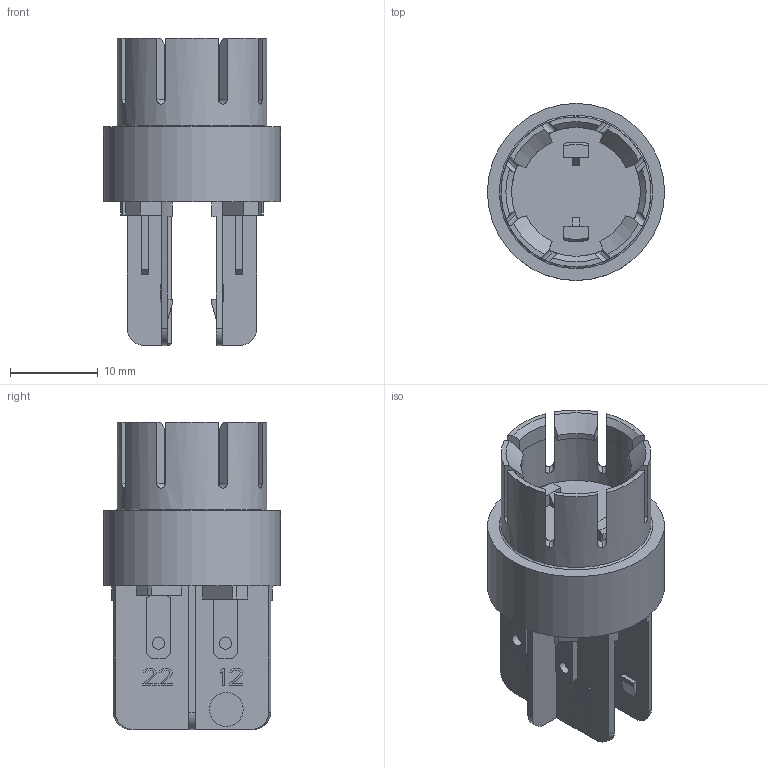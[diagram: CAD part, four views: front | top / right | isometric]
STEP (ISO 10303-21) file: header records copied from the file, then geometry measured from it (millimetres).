
FILE_DESCRIPTION(/* description */ (''),/* implementation_level */ '2;1');
FILE_NAME(/* name */ 'PTFOO_representative_contact.stp',/* time_stamp */ '2016-04-14T16:29:10+02:00',/* author */ ('mharscher'),/* organization */ (''),/* preprocessor_version */ 'ST-DEVELOPER v15.2',/* originating_system */ 'Autodesk Inventor 2014',/* authorisation */ '');
FILE_SCHEMA (('CONFIG_CONTROL_DESIGN'));
Length unit declared in the file: millimetre
Products named in the file (1): PTFOO_representative_contact
Bounding box: 20.2 x 20.2 x 35.05 mm (x, y, z)
Volume: 4147 mm3; surface area: 3942.1 mm2
Topology: 3 solids, 3 shells, 367 faces, 1050 edges, 709 vertices
Faces by surface type: plane 300, cylinder 47, cone 11, torus 9
Full cylindrical faces by diameter (mm): 1.4 x4, 3.85 x1, 14.7 x1, 17.1 x1, 20.2 x1
Entity records: 12982 total; most frequent: CARTESIAN_POINT 3482, ORIENTED_EDGE 2076, DIRECTION 1775, EDGE_CURVE 1038, LINE 829, VECTOR 829, VERTEX_POINT 706, AXIS2_PLACEMENT_3D 473
